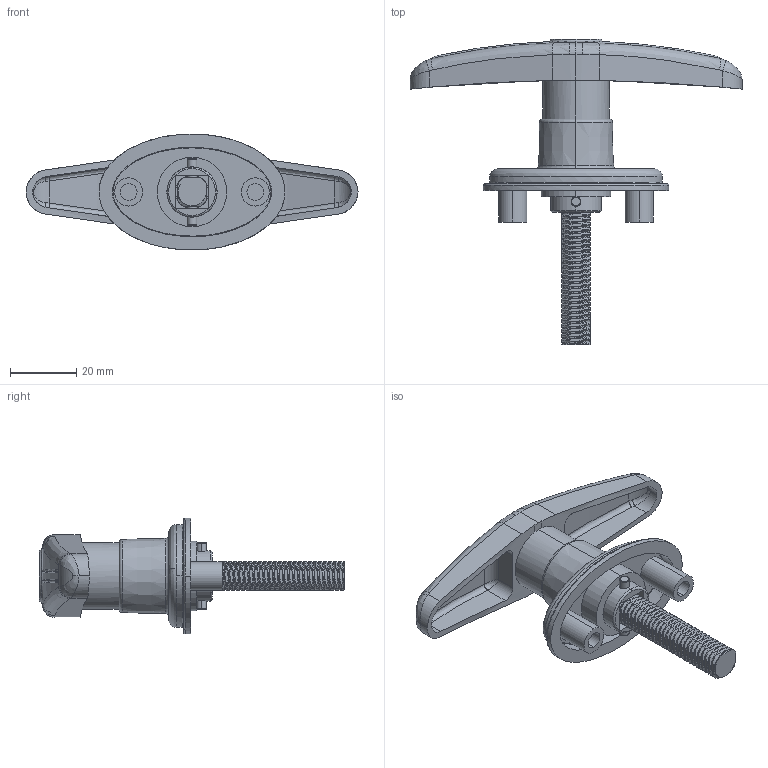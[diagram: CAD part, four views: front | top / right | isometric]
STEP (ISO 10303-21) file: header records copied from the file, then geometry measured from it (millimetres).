
FILE_DESCRIPTION (( 'STEP AP214' ), '1' );
FILE_NAME ('02647 Canopy Window Handle RH 100mm .STEP', '2025-12-23T21:49:08', ( '' ), ( '' ), 'SwSTEP 2.0', 'SolidWorks 2025', '' );
FILE_SCHEMA (( 'AUTOMOTIVE_DESIGN' ));
Length unit declared in the file: millimetre
Products named in the file (1): 02647 Canopy Window Handle RH 100mm 
Bounding box: 100 x 92.1 x 34.9 mm (x, y, z)
Volume: 29057.9 mm3; surface area: 21713 mm2
Topology: 6 solids, 6 shells, 454 faces, 1211 edges, 779 vertices
Faces by surface type: cylinder 181, plane 181, bspline 53, torus 33, cone 6
Entity records: 26176 total; most frequent: CARTESIAN_POINT 16281, ORIENTED_EDGE 2414, DIRECTION 1571, EDGE_CURVE 1207, VERTEX_POINT 779, AXIS2_PLACEMENT_3D 595, EDGE_LOOP 476, B_SPLINE_CURVE_WITH_KNOTS 469
